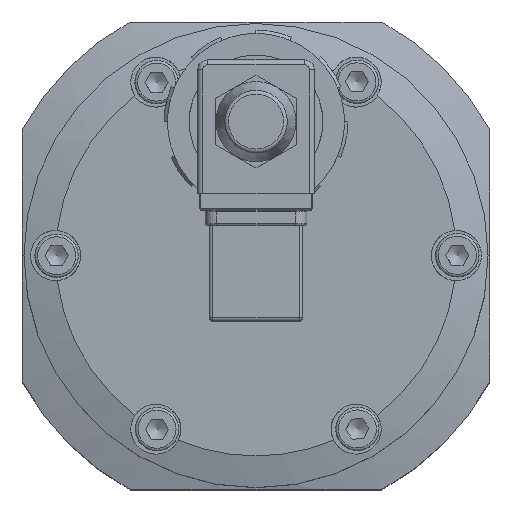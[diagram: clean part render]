
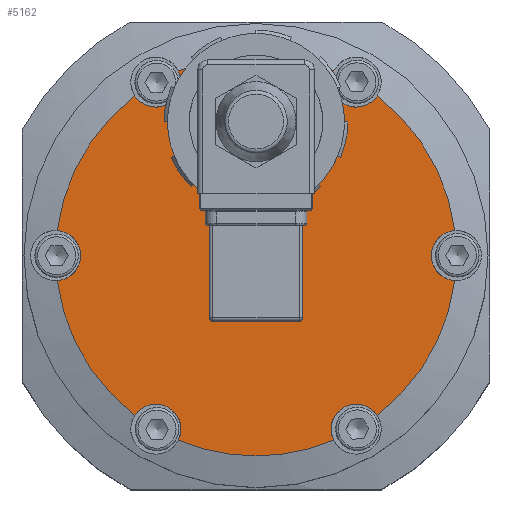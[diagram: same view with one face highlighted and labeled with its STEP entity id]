
A CAD part, top view. The second image highlights one B-rep face of the part: STEP entity #5162.
In plain terms, the highlighted planar face has unit normal (0, 0, 1).
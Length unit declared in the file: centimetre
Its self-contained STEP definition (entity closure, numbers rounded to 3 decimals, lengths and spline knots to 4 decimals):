
#260=FACE_BOUND('',#1686,.T.);
#261=FACE_BOUND('',#1687,.T.);
#1686=EDGE_LOOP('',(#4353));
#1687=EDGE_LOOP('',(#4354,#4355,#4356,#4357,#4358,#4359,#4360,#4361,#4362,
#4363,#4364,#4365));
#1956=CIRCLE('',#5721,1.775);
#1957=CIRCLE('',#5723,6.);
#1958=CIRCLE('',#5724,6.);
#1959=CIRCLE('',#5725,6.);
#1960=CIRCLE('',#5726,6.);
#1961=CIRCLE('',#5727,6.);
#1962=CIRCLE('',#5728,6.);
#1964=CIRCLE('',#5731,0.75);
#1965=CIRCLE('',#5733,0.75);
#1966=CIRCLE('',#5734,0.75);
#1967=CIRCLE('',#5735,0.75);
#1968=CIRCLE('',#5736,0.75);
#1969=CIRCLE('',#5737,0.75);
#2393=VERTEX_POINT('',#8885);
#2394=VERTEX_POINT('',#8888);
#2395=VERTEX_POINT('',#8889);
#2396=VERTEX_POINT('',#8908);
#2397=VERTEX_POINT('',#8910);
#2398=VERTEX_POINT('',#8929);
#2399=VERTEX_POINT('',#8931);
#2400=VERTEX_POINT('',#8950);
#2401=VERTEX_POINT('',#8952);
#2402=VERTEX_POINT('',#8971);
#2403=VERTEX_POINT('',#8973);
#2404=VERTEX_POINT('',#8992);
#2405=VERTEX_POINT('',#8994);
#3048=EDGE_CURVE('',#2393,#2393,#1956,.T.);
#3050=EDGE_CURVE('',#2396,#2395,#1957,.T.);
#3052=EDGE_CURVE('',#2398,#2397,#1958,.T.);
#3054=EDGE_CURVE('',#2400,#2399,#1959,.T.);
#3056=EDGE_CURVE('',#2402,#2401,#1960,.T.);
#3058=EDGE_CURVE('',#2404,#2403,#1961,.T.);
#3060=EDGE_CURVE('',#2394,#2405,#1962,.T.);
#3062=EDGE_CURVE('',#2405,#2404,#1964,.T.);
#3063=EDGE_CURVE('',#2395,#2394,#1965,.T.);
#3064=EDGE_CURVE('',#2403,#2402,#1966,.T.);
#3065=EDGE_CURVE('',#2401,#2400,#1967,.T.);
#3066=EDGE_CURVE('',#2399,#2398,#1968,.T.);
#3067=EDGE_CURVE('',#2397,#2396,#1969,.T.);
#4353=ORIENTED_EDGE('',*,*,#3048,.T.);
#4354=ORIENTED_EDGE('',*,*,#3063,.T.);
#4355=ORIENTED_EDGE('',*,*,#3060,.T.);
#4356=ORIENTED_EDGE('',*,*,#3062,.T.);
#4357=ORIENTED_EDGE('',*,*,#3058,.T.);
#4358=ORIENTED_EDGE('',*,*,#3064,.T.);
#4359=ORIENTED_EDGE('',*,*,#3056,.T.);
#4360=ORIENTED_EDGE('',*,*,#3065,.T.);
#4361=ORIENTED_EDGE('',*,*,#3054,.T.);
#4362=ORIENTED_EDGE('',*,*,#3066,.T.);
#4363=ORIENTED_EDGE('',*,*,#3052,.T.);
#4364=ORIENTED_EDGE('',*,*,#3067,.T.);
#4365=ORIENTED_EDGE('',*,*,#3050,.T.);
#4535=PLANE('',#5732);
#5162=ADVANCED_FACE('',(#260,#261),#4535,.T.);
#5721=AXIS2_PLACEMENT_3D('',#8886,#7163,#7164);
#5723=AXIS2_PLACEMENT_3D('',#8909,#7167,#7168);
#5724=AXIS2_PLACEMENT_3D('',#8930,#7169,#7170);
#5725=AXIS2_PLACEMENT_3D('',#8951,#7171,#7172);
#5726=AXIS2_PLACEMENT_3D('',#8972,#7173,#7174);
#5727=AXIS2_PLACEMENT_3D('',#8993,#7175,#7176);
#5728=AXIS2_PLACEMENT_3D('',#9013,#7177,#7178);
#5731=AXIS2_PLACEMENT_3D('',#9017,#7183,#7184);
#5732=AXIS2_PLACEMENT_3D('',#9018,#7185,#7186);
#5733=AXIS2_PLACEMENT_3D('',#9019,#7187,#7188);
#5734=AXIS2_PLACEMENT_3D('',#9020,#7189,#7190);
#5735=AXIS2_PLACEMENT_3D('',#9021,#7191,#7192);
#5736=AXIS2_PLACEMENT_3D('',#9022,#7193,#7194);
#5737=AXIS2_PLACEMENT_3D('',#9023,#7195,#7196);
#7163=DIRECTION('center_axis',(0.,0.,
-1.));
#7164=DIRECTION('ref_axis',(0.,-1.,0.));
#7167=DIRECTION('center_axis',(0.,0.,
1.));
#7168=DIRECTION('ref_axis',(0.,-1.,0.));
#7169=DIRECTION('center_axis',(0.,0.,
1.));
#7170=DIRECTION('ref_axis',(0.,-1.,0.));
#7171=DIRECTION('center_axis',(0.,0.,
1.));
#7172=DIRECTION('ref_axis',(0.,-1.,0.));
#7173=DIRECTION('center_axis',(0.,0.,
1.));
#7174=DIRECTION('ref_axis',(0.,-1.,0.));
#7175=DIRECTION('center_axis',(0.,0.,
1.));
#7176=DIRECTION('ref_axis',(0.,-1.,0.));
#7177=DIRECTION('center_axis',(0.,0.,
1.));
#7178=DIRECTION('ref_axis',(0.,-1.,0.));
#7183=DIRECTION('center_axis',(0.,0.,
-1.));
#7184=DIRECTION('ref_axis',(0.,-1.,0.));
#7185=DIRECTION('center_axis',(0.,0.,
1.));
#7186=DIRECTION('ref_axis',(0.,-1.,0.));
#7187=DIRECTION('center_axis',(0.,0.,
-1.));
#7188=DIRECTION('ref_axis',(-0.866,-0.5,0.));
#7189=DIRECTION('center_axis',(0.,0.,
-1.));
#7190=DIRECTION('ref_axis',(0.866,-0.5,0.));
#7191=DIRECTION('center_axis',(0.,0.,
-1.));
#7192=DIRECTION('ref_axis',(0.866,0.5,0.));
#7193=DIRECTION('center_axis',(0.,0.,
-1.));
#7194=DIRECTION('ref_axis',(0.,1.,0.));
#7195=DIRECTION('center_axis',(0.,0.,
-1.));
#7196=DIRECTION('ref_axis',(-0.866,0.5,0.));
#8885=CARTESIAN_POINT('',(0.,2.225,11.3));
#8886=CARTESIAN_POINT('Origin',(0.,4.,11.3));
#8888=CARTESIAN_POINT('',(-3.6248,4.7813,11.3));
#8889=CARTESIAN_POINT('',(-2.3283,5.5298,11.3));
#8908=CARTESIAN_POINT('',(2.3283,5.5298,11.3));
#8909=CARTESIAN_POINT('Origin',(0.,0.,
11.3));
#8910=CARTESIAN_POINT('',(3.6248,4.7813,11.3));
#8929=CARTESIAN_POINT('',(5.9531,0.7485,11.3));
#8930=CARTESIAN_POINT('Origin',(0.,0.,
11.3));
#8931=CARTESIAN_POINT('',(5.9531,-0.7485,11.3));
#8950=CARTESIAN_POINT('',(3.6248,-4.7813,11.3));
#8951=CARTESIAN_POINT('Origin',(0.,0.,
11.3));
#8952=CARTESIAN_POINT('',(2.3283,-5.5298,11.3));
#8971=CARTESIAN_POINT('',(-2.3283,-5.5298,11.3));
#8972=CARTESIAN_POINT('Origin',(0.,0.,
11.3));
#8973=CARTESIAN_POINT('',(-3.6248,-4.7813,11.3));
#8992=CARTESIAN_POINT('',(-5.9531,-0.7485,11.3));
#8993=CARTESIAN_POINT('Origin',(0.,0.,
11.3));
#8994=CARTESIAN_POINT('',(-5.9531,0.7485,11.3));
#9013=CARTESIAN_POINT('Origin',(0.,0.,
11.3));
#9017=CARTESIAN_POINT('Origin',(-6.,0.,11.3));
#9018=CARTESIAN_POINT('Origin',(0.,-3.,11.3));
#9019=CARTESIAN_POINT('Origin',(-3.,5.1962,11.3));
#9020=CARTESIAN_POINT('Origin',(-3.,-5.1962,11.3));
#9021=CARTESIAN_POINT('Origin',(3.,-5.1962,11.3));
#9022=CARTESIAN_POINT('Origin',(6.,0.,11.3));
#9023=CARTESIAN_POINT('Origin',(3.,5.1962,11.3));
